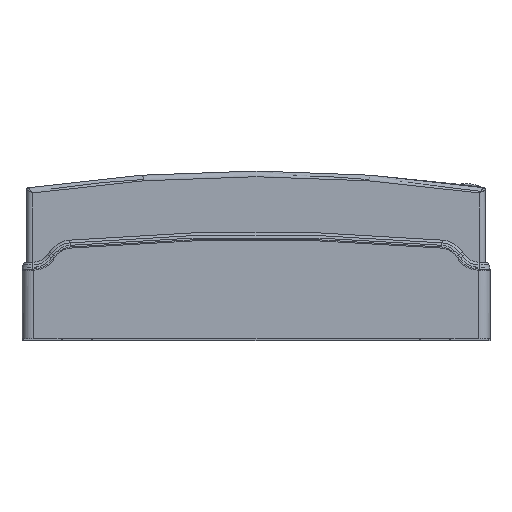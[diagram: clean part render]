
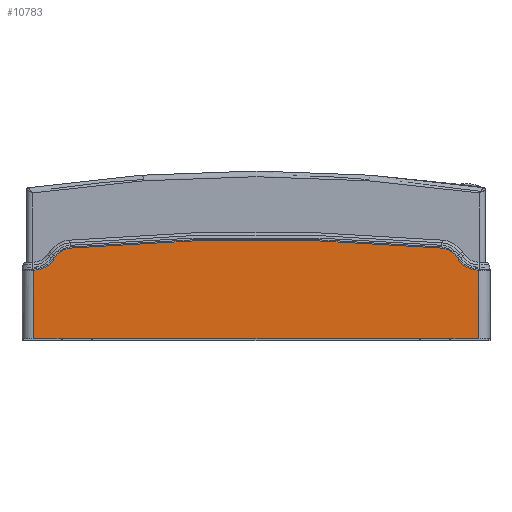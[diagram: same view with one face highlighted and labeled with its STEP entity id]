
A CAD part, left-side view. The second image highlights one B-rep face of the part: STEP entity #10783.
In plain terms, the highlighted planar face has unit normal (-1, 0, 0).
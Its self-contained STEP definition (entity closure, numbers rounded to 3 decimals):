
#221=DIRECTION('',(0.,-1.,0.));
#222=VECTOR('',#221,24.25);
#223=CARTESIAN_POINT('',(-327.5,195.,-80.));
#224=LINE('',#223,#222);
#389=DIRECTION('',(0.,-1.,0.));
#390=VECTOR('',#389,24.25);
#391=CARTESIAN_POINT('',(-327.5,-170.75,-80.));
#392=LINE('',#391,#390);
#426=DIRECTION('',(0.,-1.,0.));
#427=VECTOR('',#426,338.5);
#428=CARTESIAN_POINT('',(-327.5,169.25,-80.));
#429=LINE('',#428,#427);
#1185=DIRECTION('',(0.,1.,0.));
#1186=VECTOR('',#1185,1.5);
#1187=CARTESIAN_POINT('',(-327.5,-170.75,-82.));
#1188=LINE('',#1187,#1186);
#1253=DIRECTION('',(0.,-1.,0.));
#1254=VECTOR('',#1253,1.5);
#1255=CARTESIAN_POINT('',(-327.5,170.75,-82.));
#1256=LINE('',#1255,#1254);
#2109=DIRECTION('',(0.,0.,-1.));
#2110=VECTOR('',#2109,2.);
#2111=CARTESIAN_POINT('',(-327.5,-169.25,-80.));
#2112=LINE('',#2111,#2110);
#2113=CARTESIAN_POINT('',(-327.5,0.,-1846.004));
#2114=DIRECTION('',(1.,0.,0.));
#2115=DIRECTION('',(0.,0.088,0.996));
#2116=AXIS2_PLACEMENT_3D('',#2113,#2114,#2115);
#2118=CARTESIAN_POINT('',(-327.5,-160.991,-18.08));
#2119=DIRECTION('',(1.,0.,0.));
#2120=DIRECTION('',(0.,-0.088,0.996));
#2121=AXIS2_PLACEMENT_3D('',#2118,#2119,#2120);
#2123=DIRECTION('',(0.,-0.574,-0.819));
#2124=VECTOR('',#2123,2.885);
#2125=CARTESIAN_POINT('',(-327.5,-175.326,-8.043));
#2126=LINE('',#2125,#2124);
#2127=CARTESIAN_POINT('',(-327.5,-195.411,2.5));
#2128=DIRECTION('',(-1.,0.,0.));
#2129=DIRECTION('',(0.,0.819,-0.574));
#2130=AXIS2_PLACEMENT_3D('',#2127,#2128,#2129);
#2132=CARTESIAN_POINT('',(-327.5,-195.,-19.996));
#2133=CARTESIAN_POINT('',(-327.5,-194.991,-19.996));
#2134=CARTESIAN_POINT('',(-327.5,-194.974,-19.996));
#2135=CARTESIAN_POINT('',(-327.5,-194.957,-19.995));
#2136=CARTESIAN_POINT('',(-327.5,-194.949,-19.995));
#2138=DIRECTION('',(0.,0.,-1.));
#2139=VECTOR('',#2138,60.004);
#2140=CARTESIAN_POINT('',(-327.5,-195.,-19.996));
#2141=LINE('',#2140,#2139);
#2142=DIRECTION('',(0.,0.,-1.));
#2143=VECTOR('',#2142,2.);
#2144=CARTESIAN_POINT('',(-327.5,-170.75,-80.));
#2145=LINE('',#2144,#2143);
#2146=DIRECTION('',(0.,0.,-1.));
#2147=VECTOR('',#2146,2.);
#2148=CARTESIAN_POINT('',(-327.5,170.75,-80.));
#2149=LINE('',#2148,#2147);
#2150=DIRECTION('',(0.,0.,-1.));
#2151=VECTOR('',#2150,60.004);
#2152=CARTESIAN_POINT('',(-327.5,195.,-19.996));
#2153=LINE('',#2152,#2151);
#2154=CARTESIAN_POINT('',(-327.5,194.949,-19.995));
#2155=CARTESIAN_POINT('',(-327.5,194.957,-19.995));
#2156=CARTESIAN_POINT('',(-327.5,194.974,-19.996));
#2157=CARTESIAN_POINT('',(-327.5,194.991,-19.996));
#2158=CARTESIAN_POINT('',(-327.5,195.,-19.996));
#2160=CARTESIAN_POINT('',(-327.5,195.411,2.5));
#2161=DIRECTION('',(-1.,0.,0.));
#2162=DIRECTION('',(0.,-0.021,-1.));
#2163=AXIS2_PLACEMENT_3D('',#2160,#2161,#2162);
#2165=DIRECTION('',(0.,-0.574,0.819));
#2166=VECTOR('',#2165,2.885);
#2167=CARTESIAN_POINT('',(-327.5,176.98,-10.405));
#2168=LINE('',#2167,#2166);
#2169=CARTESIAN_POINT('',(-327.5,160.991,-18.08));
#2170=DIRECTION('',(1.,0.,0.));
#2171=DIRECTION('',(0.,0.819,0.574));
#2172=AXIS2_PLACEMENT_3D('',#2169,#2170,#2171);
#5438=DIRECTION('',(0.,0.,-1.));
#5439=VECTOR('',#5438,2.);
#5440=CARTESIAN_POINT('',(-327.5,169.25,-80.));
#5441=LINE('',#5440,#5439);
#5918=CARTESIAN_POINT('',(-327.5,195.,-80.));
#5920=VERTEX_POINT('',#5918);
#5923=CARTESIAN_POINT('',(-327.5,-195.,-80.));
#5925=VERTEX_POINT('',#5923);
#7014=CARTESIAN_POINT('',(-327.5,170.75,-82.));
#7015=VERTEX_POINT('',#7014);
#7016=CARTESIAN_POINT('',(-327.5,169.25,-82.));
#7017=VERTEX_POINT('',#7016);
#7096=CARTESIAN_POINT('',(-327.5,170.75,-80.));
#7097=VERTEX_POINT('',#7096);
#7098=CARTESIAN_POINT('',(-327.5,169.25,-80.));
#7099=VERTEX_POINT('',#7098);
#7166=CARTESIAN_POINT('',(-327.5,-170.75,-82.));
#7167=VERTEX_POINT('',#7166);
#7168=CARTESIAN_POINT('',(-327.5,-169.25,-82.));
#7169=VERTEX_POINT('',#7168);
#7248=CARTESIAN_POINT('',(-327.5,-170.75,-80.));
#7249=VERTEX_POINT('',#7248);
#7250=CARTESIAN_POINT('',(-327.5,-169.25,-80.));
#7251=VERTEX_POINT('',#7250);
#7560=CARTESIAN_POINT('',(-327.5,162.526,-0.648));
#7561=CARTESIAN_POINT('',(-327.5,-162.526,-0.648));
#7562=VERTEX_POINT('',#7560);
#7563=VERTEX_POINT('',#7561);
#7564=CARTESIAN_POINT('',(-327.5,-175.326,-8.043));
#7565=VERTEX_POINT('',#7564);
#7566=CARTESIAN_POINT('',(-327.5,-176.98,-10.405));
#7567=VERTEX_POINT('',#7566);
#7568=CARTESIAN_POINT('',(-327.5,-194.949,-19.995));
#7569=VERTEX_POINT('',#7568);
#7570=VERTEX_POINT('',#2132);
#7571=VERTEX_POINT('',#2154);
#7572=VERTEX_POINT('',#2158);
#7573=CARTESIAN_POINT('',(-327.5,176.98,-10.405));
#7574=VERTEX_POINT('',#7573);
#7575=CARTESIAN_POINT('',(-327.5,175.326,-8.043));
#7576=VERTEX_POINT('',#7575);
#10742=CARTESIAN_POINT('',(-327.5,205.,-80.));
#10743=DIRECTION('',(-1.,0.,0.));
#10744=DIRECTION('',(0.,-1.,0.));
#10745=AXIS2_PLACEMENT_3D('',#10742,#10743,#10744);
#10746=PLANE('',#10745);
#10748=ORIENTED_EDGE('',*,*,#10747,.T.);
#10750=ORIENTED_EDGE('',*,*,#10749,.T.);
#10752=ORIENTED_EDGE('',*,*,#10751,.T.);
#10754=ORIENTED_EDGE('',*,*,#10753,.T.);
#10756=ORIENTED_EDGE('',*,*,#10755,.F.);
#10758=ORIENTED_EDGE('',*,*,#10757,.T.);
#10759=ORIENTED_EDGE('',*,*,#8239,.F.);
#10761=ORIENTED_EDGE('',*,*,#10760,.T.);
#10762=ORIENTED_EDGE('',*,*,#8799,.T.);
#10763=ORIENTED_EDGE('',*,*,#10734,.F.);
#10764=ORIENTED_EDGE('',*,*,#8267,.F.);
#10766=ORIENTED_EDGE('',*,*,#10765,.T.);
#10767=ORIENTED_EDGE('',*,*,#8832,.F.);
#10769=ORIENTED_EDGE('',*,*,#10768,.F.);
#10770=ORIENTED_EDGE('',*,*,#7989,.F.);
#10772=ORIENTED_EDGE('',*,*,#10771,.F.);
#10774=ORIENTED_EDGE('',*,*,#10773,.F.);
#10776=ORIENTED_EDGE('',*,*,#10775,.T.);
#10778=ORIENTED_EDGE('',*,*,#10777,.T.);
#10780=ORIENTED_EDGE('',*,*,#10779,.T.);
#10781=EDGE_LOOP('',(#10748,#10750,#10752,#10754,#10756,#10758,#10759,#10761,
#10762,#10763,#10764,#10766,#10767,#10769,#10770,#10772,#10774,#10776,#10778,
#10780));
#10782=FACE_OUTER_BOUND('',#10781,.F.);
#10783=ADVANCED_FACE('',(#10782),#10746,.T.);
#2117=CIRCLE('',#2116,1852.5);
#2122=CIRCLE('',#2121,17.5);
#2131=CIRCLE('',#2130,22.5);
#2137=B_SPLINE_CURVE_WITH_KNOTS('',3,(#2132,#2133,#2134,#2135,#2136),
.UNSPECIFIED.,.F.,.F.,(4,1,4),(0.,0.5,1.),.UNSPECIFIED.);
#2159=B_SPLINE_CURVE_WITH_KNOTS('',3,(#2154,#2155,#2156,#2157,#2158),
.UNSPECIFIED.,.F.,.F.,(4,1,4),(0.,0.5,1.),.UNSPECIFIED.);
#2164=CIRCLE('',#2163,22.5);
#2173=CIRCLE('',#2172,17.5);
#7989=EDGE_CURVE('',#5920,#7097,#224,.T.);
#8239=EDGE_CURVE('',#7249,#5925,#392,.T.);
#8267=EDGE_CURVE('',#7099,#7251,#429,.T.);
#8799=EDGE_CURVE('',#7167,#7169,#1188,.T.);
#8832=EDGE_CURVE('',#7015,#7017,#1256,.T.);
#10734=EDGE_CURVE('',#7251,#7169,#2112,.T.);
#10747=EDGE_CURVE('',#7562,#7563,#2117,.T.);
#10749=EDGE_CURVE('',#7563,#7565,#2122,.T.);
#10751=EDGE_CURVE('',#7565,#7567,#2126,.T.);
#10753=EDGE_CURVE('',#7567,#7569,#2131,.T.);
#10755=EDGE_CURVE('',#7570,#7569,#2137,.T.);
#10757=EDGE_CURVE('',#7570,#5925,#2141,.T.);
#10760=EDGE_CURVE('',#7249,#7167,#2145,.T.);
#10765=EDGE_CURVE('',#7099,#7017,#5441,.T.);
#10768=EDGE_CURVE('',#7097,#7015,#2149,.T.);
#10771=EDGE_CURVE('',#7572,#5920,#2153,.T.);
#10773=EDGE_CURVE('',#7571,#7572,#2159,.T.);
#10775=EDGE_CURVE('',#7571,#7574,#2164,.T.);
#10777=EDGE_CURVE('',#7574,#7576,#2168,.T.);
#10779=EDGE_CURVE('',#7576,#7562,#2173,.T.);
